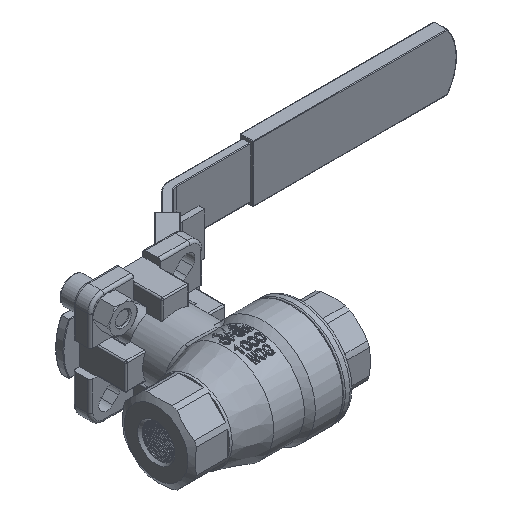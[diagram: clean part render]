
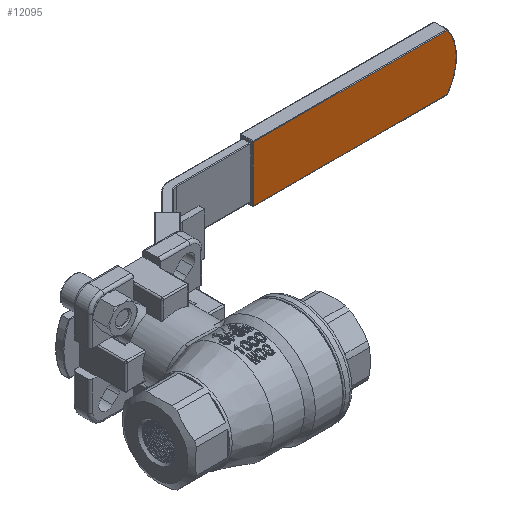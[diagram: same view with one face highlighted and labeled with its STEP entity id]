
A CAD part, isometric view. The second image highlights one B-rep face of the part: STEP entity #12095.
In plain terms, the highlighted planar face has unit normal (0, -1, 0).
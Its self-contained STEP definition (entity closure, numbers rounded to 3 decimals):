
#265=PLANE('',#12932);
#1206=LINE('',#17482,#2070);
#1207=LINE('',#17484,#2071);
#1208=LINE('',#17486,#2072);
#2070=VECTOR('',#14337,1000.);
#2071=VECTOR('',#14338,1000.);
#2072=VECTOR('',#14339,1000.);
#3345=ORIENTED_EDGE('',*,*,#6935,.T.);
#3346=ORIENTED_EDGE('',*,*,#6936,.T.);
#3347=ORIENTED_EDGE('',*,*,#6937,.T.);
#3348=ORIENTED_EDGE('',*,*,#6705,.T.);
#6705=EDGE_CURVE('',#8570,#8571,#9840,.T.);
#6935=EDGE_CURVE('',#8571,#8737,#1206,.T.);
#6936=EDGE_CURVE('',#8737,#8738,#1207,.T.);
#6937=EDGE_CURVE('',#8738,#8570,#1208,.T.);
#8570=VERTEX_POINT('',#17000);
#8571=VERTEX_POINT('',#17001);
#8737=VERTEX_POINT('',#17483);
#8738=VERTEX_POINT('',#17485);
#9840=CIRCLE('',#12805,17.674);
#10410=EDGE_LOOP('',(#3345,#3346,#3347,#3348));
#11244=FACE_BOUND('',#10410,.T.);
#12095=ADVANCED_FACE('',(#11244),#265,.F.);
#12805=AXIS2_PLACEMENT_3D('',#16999,#13917,#13918);
#12932=AXIS2_PLACEMENT_3D('',#17481,#14335,#14336);
#13917=DIRECTION('',(0.,-1.,0.));
#13918=DIRECTION('',(-1.,0.,0.));
#14335=DIRECTION('',(0.,1.,0.));
#14336=DIRECTION('',(1.,0.,0.));
#14337=DIRECTION('',(1.,0.,0.));
#14338=DIRECTION('',(0.,0.,1.));
#14339=DIRECTION('',(-1.,0.,0.));
#16999=CARTESIAN_POINT('',(-128.069,19.,0.));
#17000=CARTESIAN_POINT('',(-142.431,19.,10.3));
#17001=CARTESIAN_POINT('',(-142.431,19.,-10.3));
#17481=CARTESIAN_POINT('',(-145.942,19.,10.5));
#17482=CARTESIAN_POINT('',(-145.942,19.,-10.3));
#17483=CARTESIAN_POINT('',(-70.644,19.,-10.3));
#17484=CARTESIAN_POINT('',(-70.644,19.,10.5));
#17485=CARTESIAN_POINT('',(-70.644,19.,10.3));
#17486=CARTESIAN_POINT('',(-142.533,19.,10.3));
